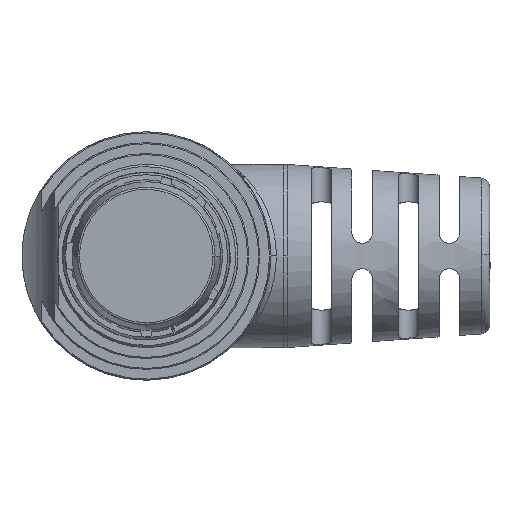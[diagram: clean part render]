
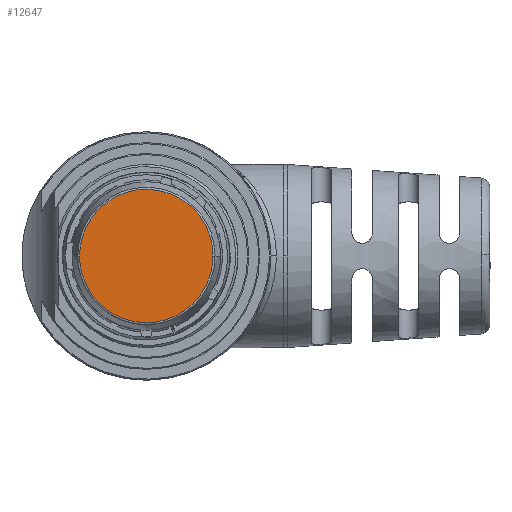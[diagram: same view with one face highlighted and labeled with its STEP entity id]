
A CAD part, left-side view. The second image highlights one B-rep face of the part: STEP entity #12647.
In plain terms, the highlighted planar face has unit normal (-1, 0, 0).
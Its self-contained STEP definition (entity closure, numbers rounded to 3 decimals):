
#2640 = CARTESIAN_POINT ( 'NONE',  ( -46., 5.822, 0. ) ) ;
#3737 = CARTESIAN_POINT ( 'NONE',  ( -46., -5.822, -11.643 ) ) ;
#5220 = CARTESIAN_POINT ( 'NONE',  ( -46., -5.822, 0. ) ) ;
#6672 = PLANE ( 'NONE',  #10499 ) ;
#6752 = FACE_OUTER_BOUND ( 'NONE', #8708, .T. ) ;
#7130 = CARTESIAN_POINT ( 'NONE',  ( -46., 5.822, -11.643 ) ) ;
#7768 = VERTEX_POINT ( 'NONE', #2640 ) ;
#8375 = CARTESIAN_POINT ( 'NONE',  ( -46., 0., 0. ) ) ;
#8470 = EDGE_CURVE ( 'NONE', #11322, #7768, #18373, .T. ) ;
#8708 = EDGE_LOOP ( 'NONE', ( #12693, #12970 ) ) ;
#9061 = CARTESIAN_POINT ( 'NONE',  ( -46., 5.822, 0. ) ) ;
#10499 = AXIS2_PLACEMENT_3D ( 'NONE', #8375, #18494, #20184 ) ;
#11322 = VERTEX_POINT ( 'NONE', #17015 ) ;
#11828 = CARTESIAN_POINT ( 'NONE',  ( -46., 5.822, 0. ) ) ;
#12647 = ADVANCED_FACE ( 'NONE', ( #6752 ), #6672, .F. ) ;
#12693 = ORIENTED_EDGE ( 'NONE', *, *, #8470, .F. ) ;
#12970 = ORIENTED_EDGE ( 'NONE', *, *, #13483, .F. ) ;
#13244 = CARTESIAN_POINT ( 'NONE',  ( -46., -5.822, 11.643 ) ) ;
#13483 = EDGE_CURVE ( 'NONE', #7768, #11322, #14678, .T. ) ;
#14678 =( BOUNDED_CURVE ( )  B_SPLINE_CURVE ( 3, ( #11828, #15152, #13244, #21933 ),
 .UNSPECIFIED., .F., .F. ) 
 B_SPLINE_CURVE_WITH_KNOTS ( ( 4, 4 ),
 ( 0., 1. ),
 .UNSPECIFIED. ) 
 CURVE ( )  GEOMETRIC_REPRESENTATION_ITEM ( )  RATIONAL_B_SPLINE_CURVE ( ( 1., 0.333, 0.333, 1. ) ) 
 REPRESENTATION_ITEM ( '' )  );
#15152 = CARTESIAN_POINT ( 'NONE',  ( -46., 5.822, 11.643 ) ) ;
#17015 = CARTESIAN_POINT ( 'NONE',  ( -46., -5.822, 0. ) ) ;
#18373 =( BOUNDED_CURVE ( )  B_SPLINE_CURVE ( 3, ( #5220, #3737, #7130, #9061 ),
 .UNSPECIFIED., .F., .F. ) 
 B_SPLINE_CURVE_WITH_KNOTS ( ( 4, 4 ),
 ( 0., 1. ),
 .UNSPECIFIED. ) 
 CURVE ( )  GEOMETRIC_REPRESENTATION_ITEM ( )  RATIONAL_B_SPLINE_CURVE ( ( 1., 0.333, 0.333, 1. ) ) 
 REPRESENTATION_ITEM ( '' )  );
#18494 = DIRECTION ( 'NONE',  ( 1., 0., 0. ) ) ;
#20184 = DIRECTION ( 'NONE',  ( 0., 0., -1. ) ) ;
#21933 = CARTESIAN_POINT ( 'NONE',  ( -46., -5.822, 0. ) ) ;
